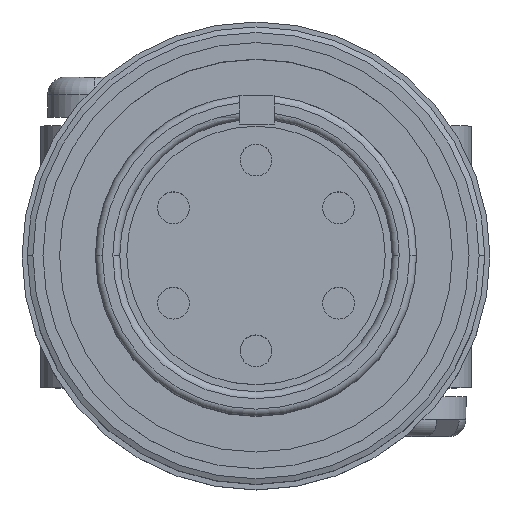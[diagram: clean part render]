
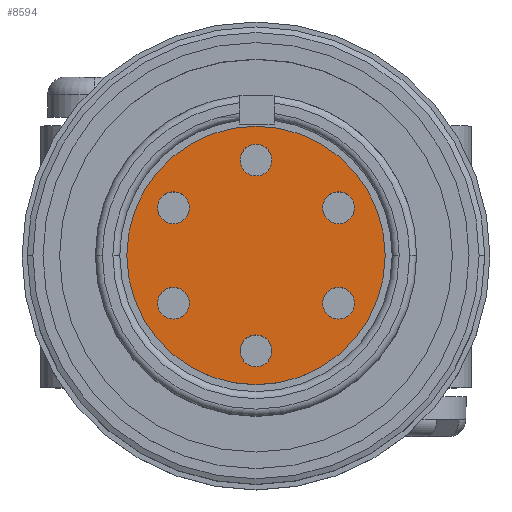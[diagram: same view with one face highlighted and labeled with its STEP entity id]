
A CAD part, top view. The second image highlights one B-rep face of the part: STEP entity #8594.
In plain terms, the highlighted planar face has unit normal (0, 0, 1).
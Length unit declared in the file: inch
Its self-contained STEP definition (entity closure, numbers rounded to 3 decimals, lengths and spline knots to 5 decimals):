
#821 = AXIS2_PLACEMENT_3D ( 'NONE', #965, #966, #967 ) ;
#826 = AXIS2_PLACEMENT_3D ( 'NONE', #991, #992, #993 ) ;
#841 = AXIS2_PLACEMENT_3D ( 'NONE', #1074, #1075, #1076 ) ;
#844 = AXIS2_PLACEMENT_3D ( 'NONE', #1089, #1090, #1091 ) ;
#846 = AXIS2_PLACEMENT_3D ( 'NONE', #1099, #1100, #1101 ) ;
#848 = AXIS2_PLACEMENT_3D ( 'NONE', #1109, #1110, #1111 ) ;
#849 = AXIS2_PLACEMENT_3D ( 'NONE', #1115, #1116, #1117 ) ;
#912 = AXIS2_PLACEMENT_3D ( 'NONE', #1341, #1342, #1343 ) ;
#913 = AXIS2_PLACEMENT_3D ( 'NONE', #1346, #1347, #1348 ) ;
#914 = AXIS2_PLACEMENT_3D ( 'NONE', #1349, #1350, #1351 ) ;
#916 = AXIS2_PLACEMENT_3D ( 'NONE', #1357, #1358, #1359 ) ;
#917 = AXIS2_PLACEMENT_3D ( 'NONE', #1362, #1363, #1364 ) ;
#918 = AXIS2_PLACEMENT_3D ( 'NONE', #1365, #1366, #1367 ) ;
#919 = AXIS2_PLACEMENT_3D ( 'NONE', #1368, #1369, #1370 ) ;
#965 = CARTESIAN_POINT ( 'NONE',  ( -0.23663, 0.13662, 4.41815 ) ) ;
#966 = DIRECTION ( 'NONE',  ( 0., 0., 1. ) ) ;
#967 = DIRECTION ( 'NONE',  ( 1., 0., 0. ) ) ;
#991 = CARTESIAN_POINT ( 'NONE',  ( 0., -0.27324, 4.41815 ) ) ;
#992 = DIRECTION ( 'NONE',  ( 0., 0., 1. ) ) ;
#993 = DIRECTION ( 'NONE',  ( 1., 0., 0. ) ) ;
#1074 = CARTESIAN_POINT ( 'NONE',  ( -0.23663, -0.13662, 4.41815 ) ) ;
#1075 = DIRECTION ( 'NONE',  ( 0., 0., 1. ) ) ;
#1076 = DIRECTION ( 'NONE',  ( 1., 0., 0. ) ) ;
#1089 = CARTESIAN_POINT ( 'NONE',  ( 0.23663, -0.13662, 4.41815 ) ) ;
#1090 = DIRECTION ( 'NONE',  ( 0., 0., 1. ) ) ;
#1091 = DIRECTION ( 'NONE',  ( 1., 0., 0. ) ) ;
#1099 = CARTESIAN_POINT ( 'NONE',  ( 0.23663, 0.13662, 4.41815 ) ) ;
#1100 = DIRECTION ( 'NONE',  ( 0., 0., 1. ) ) ;
#1101 = DIRECTION ( 'NONE',  ( 1., 0., 0. ) ) ;
#1109 = CARTESIAN_POINT ( 'NONE',  ( 0., 0.27324, 4.41815 ) ) ;
#1110 = DIRECTION ( 'NONE',  ( 0., 0., 1. ) ) ;
#1111 = DIRECTION ( 'NONE',  ( 1., 0., 0. ) ) ;
#1115 = CARTESIAN_POINT ( 'NONE',  ( 0., 0., 4.41815 ) ) ;
#1116 = DIRECTION ( 'NONE',  ( 0., 0., -1. ) ) ;
#1117 = DIRECTION ( 'NONE',  ( -1., 0., 0. ) ) ;
#1341 = CARTESIAN_POINT ( 'NONE',  ( 0., 0., 4.41815 ) ) ;
#1342 = DIRECTION ( 'NONE',  ( 0., 0., -1. ) ) ;
#1343 = DIRECTION ( 'NONE',  ( -1., 0., 0. ) ) ;
#1346 = CARTESIAN_POINT ( 'NONE',  ( 0.23663, 0.13662, 4.41815 ) ) ;
#1347 = DIRECTION ( 'NONE',  ( 0., 0., 1. ) ) ;
#1348 = DIRECTION ( 'NONE',  ( 1., 0., 0. ) ) ;
#1349 = CARTESIAN_POINT ( 'NONE',  ( -0.23663, -0.13662, 4.41815 ) ) ;
#1350 = DIRECTION ( 'NONE',  ( 0., 0., 1. ) ) ;
#1351 = DIRECTION ( 'NONE',  ( 1., 0., 0. ) ) ;
#1357 = CARTESIAN_POINT ( 'NONE',  ( 0., 0.27324, 4.41815 ) ) ;
#1358 = DIRECTION ( 'NONE',  ( 0., 0., 1. ) ) ;
#1359 = DIRECTION ( 'NONE',  ( 1., 0., 0. ) ) ;
#1362 = CARTESIAN_POINT ( 'NONE',  ( 0., -0.27324, 4.41815 ) ) ;
#1363 = DIRECTION ( 'NONE',  ( 0., 0., 1. ) ) ;
#1364 = DIRECTION ( 'NONE',  ( 1., 0., 0. ) ) ;
#1365 = CARTESIAN_POINT ( 'NONE',  ( -0.23663, 0.13662, 4.41815 ) ) ;
#1366 = DIRECTION ( 'NONE',  ( 0., 0., 1. ) ) ;
#1367 = DIRECTION ( 'NONE',  ( 1., 0., 0. ) ) ;
#1368 = CARTESIAN_POINT ( 'NONE',  ( 0.23663, -0.13662, 4.41815 ) ) ;
#1369 = DIRECTION ( 'NONE',  ( 0., 0., 1. ) ) ;
#1370 = DIRECTION ( 'NONE',  ( 1., 0., 0. ) ) ;
#2094 = CIRCLE ( 'NONE', #913, 0.04558 ) ;
#2101 = CIRCLE ( 'NONE', #912, 0.37 ) ;
#2105 = CIRCLE ( 'NONE', #914, 0.04558 ) ;
#2109 = CIRCLE ( 'NONE', #916, 0.04558 ) ;
#2113 = CIRCLE ( 'NONE', #917, 0.04558 ) ;
#2115 = CIRCLE ( 'NONE', #918, 0.04558 ) ;
#2116 = CIRCLE ( 'NONE', #919, 0.04558 ) ;
#3066 = CIRCLE ( 'NONE', #821, 0.04558 ) ;
#3084 = CIRCLE ( 'NONE', #826, 0.04558 ) ;
#3128 = CIRCLE ( 'NONE', #841, 0.04558 ) ;
#3139 = CIRCLE ( 'NONE', #844, 0.04558 ) ;
#3146 = CIRCLE ( 'NONE', #846, 0.04558 ) ;
#3152 = CIRCLE ( 'NONE', #848, 0.04558 ) ;
#3153 = CIRCLE ( 'NONE', #849, 0.37 ) ;
#3514 = DIRECTION ( 'NONE',  ( 0., 0., 1. ) ) ;
#3517 = PLANE ( 'NONE',  #4716 ) ;
#3519 = CARTESIAN_POINT ( 'NONE',  ( -0.37, 0., 4.41815 ) ) ;
#3520 = DIRECTION ( 'NONE',  ( 1., 0., 0. ) ) ;
#3804 = VERTEX_POINT ( 'NONE', #9403 ) ;
#3809 = VERTEX_POINT ( 'NONE', #9411 ) ;
#3812 = VERTEX_POINT ( 'NONE', #9417 ) ;
#3834 = VERTEX_POINT ( 'NONE', #9455 ) ;
#4388 = VERTEX_POINT ( 'NONE', #7792 ) ;
#4391 = VERTEX_POINT ( 'NONE', #7797 ) ;
#4392 = VERTEX_POINT ( 'NONE', #7794 ) ;
#4393 = VERTEX_POINT ( 'NONE', #7798 ) ;
#4397 = VERTEX_POINT ( 'NONE', #7801 ) ;
#4401 = VERTEX_POINT ( 'NONE', #7805 ) ;
#4402 = VERTEX_POINT ( 'NONE', #7806 ) ;
#4403 = VERTEX_POINT ( 'NONE', #7807 ) ;
#4408 = VERTEX_POINT ( 'NONE', #7812 ) ;
#4410 = VERTEX_POINT ( 'NONE', #7814 ) ;
#4716 = AXIS2_PLACEMENT_3D ( 'NONE', #3519, #3514, #3520 ) ;
#5185 = EDGE_LOOP ( 'NONE', ( #7176, #7177 ) ) ;
#5189 = EDGE_LOOP ( 'NONE', ( #7172, #7173 ) ) ;
#5191 = EDGE_LOOP ( 'NONE', ( #7180, #7181 ) ) ;
#5192 = EDGE_LOOP ( 'NONE', ( #7184, #7185 ) ) ;
#5195 = EDGE_LOOP ( 'NONE', ( #7182, #7183 ) ) ;
#5705 = FACE_BOUND ( 'NONE', #5185, .T. ) ;
#5709 = FACE_BOUND ( 'NONE', #5189, .T. ) ;
#5713 = FACE_BOUND ( 'NONE', #7431, .T. ) ;
#5715 = FACE_BOUND ( 'NONE', #5191, .T. ) ;
#5717 = FACE_BOUND ( 'NONE', #7436, .T. ) ;
#5718 = FACE_BOUND ( 'NONE', #5195, .T. ) ;
#5719 = FACE_OUTER_BOUND ( 'NONE', #5192, .T. ) ;
#7172 = ORIENTED_EDGE ( 'NONE', *, *, #10415, .F. ) ;
#7173 = ORIENTED_EDGE ( 'NONE', *, *, #10270, .F. ) ;
#7174 = ORIENTED_EDGE ( 'NONE', *, *, #10408, .F. ) ;
#7175 = ORIENTED_EDGE ( 'NONE', *, *, #10313, .F. ) ;
#7176 = ORIENTED_EDGE ( 'NONE', *, *, #10414, .F. ) ;
#7177 = ORIENTED_EDGE ( 'NONE', *, *, #10281, .F. ) ;
#7178 = ORIENTED_EDGE ( 'NONE', *, *, #10416, .F. ) ;
#7179 = ORIENTED_EDGE ( 'NONE', *, *, #10319, .F. ) ;
#7180 = ORIENTED_EDGE ( 'NONE', *, *, #10407, .F. ) ;
#7181 = ORIENTED_EDGE ( 'NONE', *, *, #10323, .F. ) ;
#7182 = ORIENTED_EDGE ( 'NONE', *, *, #10411, .F. ) ;
#7183 = ORIENTED_EDGE ( 'NONE', *, *, #10327, .F. ) ;
#7184 = ORIENTED_EDGE ( 'NONE', *, *, #10329, .F. ) ;
#7185 = ORIENTED_EDGE ( 'NONE', *, *, #10405, .F. ) ;
#7431 = EDGE_LOOP ( 'NONE', ( #7178, #7179 ) ) ;
#7436 = EDGE_LOOP ( 'NONE', ( #7174, #7175 ) ) ;
#7792 = CARTESIAN_POINT ( 'NONE',  ( 0.28221, -0.13662, 4.41815 ) ) ;
#7794 = CARTESIAN_POINT ( 'NONE',  ( 0.04558, -0.27324, 4.41815 ) ) ;
#7797 = CARTESIAN_POINT ( 'NONE',  ( -0.28221, -0.13662, 4.41815 ) ) ;
#7798 = CARTESIAN_POINT ( 'NONE',  ( 0.19105, -0.13662, 4.41815 ) ) ;
#7801 = CARTESIAN_POINT ( 'NONE',  ( -0.19105, 0.13662, 4.41815 ) ) ;
#7805 = CARTESIAN_POINT ( 'NONE',  ( -0.19105, -0.13662, 4.41815 ) ) ;
#7806 = CARTESIAN_POINT ( 'NONE',  ( 0.28221, 0.13662, 4.41815 ) ) ;
#7807 = CARTESIAN_POINT ( 'NONE',  ( -0.04558, -0.27324, 4.41815 ) ) ;
#7812 = CARTESIAN_POINT ( 'NONE',  ( -0.28221, 0.13662, 4.41815 ) ) ;
#7814 = CARTESIAN_POINT ( 'NONE',  ( 0.19105, 0.13662, 4.41815 ) ) ;
#8594 = ADVANCED_FACE ( 'NONE', ( #5709, #5717, #5705, #5713, #5715, #5718, #5719 ), #3517, .T. ) ;
#9403 = CARTESIAN_POINT ( 'NONE',  ( -0.37, 0., 4.41815 ) ) ;
#9411 = CARTESIAN_POINT ( 'NONE',  ( -0.04558, 0.27324, 4.41815 ) ) ;
#9417 = CARTESIAN_POINT ( 'NONE',  ( 0.04558, 0.27324, 4.41815 ) ) ;
#9455 = CARTESIAN_POINT ( 'NONE',  ( 0.37, 0., 4.41815 ) ) ;
#10270 = EDGE_CURVE ( 'NONE', #4408, #4397, #3066, .T. ) ;
#10281 = EDGE_CURVE ( 'NONE', #4403, #4392, #3084, .T. ) ;
#10313 = EDGE_CURVE ( 'NONE', #4391, #4401, #3128, .T. ) ;
#10319 = EDGE_CURVE ( 'NONE', #4393, #4388, #3139, .T. ) ;
#10323 = EDGE_CURVE ( 'NONE', #4410, #4402, #3146, .T. ) ;
#10327 = EDGE_CURVE ( 'NONE', #3809, #3812, #3152, .T. ) ;
#10329 = EDGE_CURVE ( 'NONE', #3804, #3834, #3153, .T. ) ;
#10405 = EDGE_CURVE ( 'NONE', #3834, #3804, #2101, .T. ) ;
#10407 = EDGE_CURVE ( 'NONE', #4402, #4410, #2094, .T. ) ;
#10408 = EDGE_CURVE ( 'NONE', #4401, #4391, #2105, .T. ) ;
#10411 = EDGE_CURVE ( 'NONE', #3812, #3809, #2109, .T. ) ;
#10414 = EDGE_CURVE ( 'NONE', #4392, #4403, #2113, .T. ) ;
#10415 = EDGE_CURVE ( 'NONE', #4397, #4408, #2115, .T. ) ;
#10416 = EDGE_CURVE ( 'NONE', #4388, #4393, #2116, .T. ) ;
